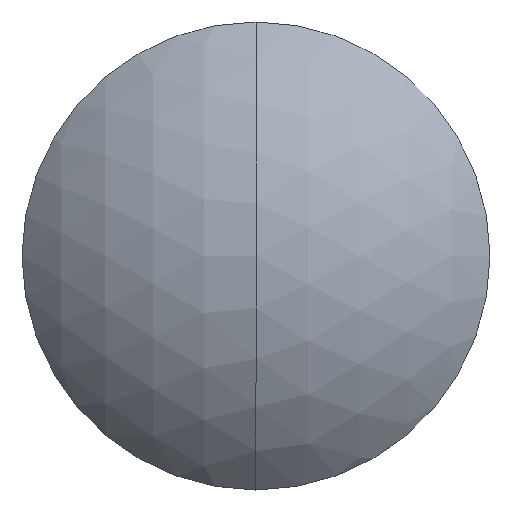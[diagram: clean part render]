
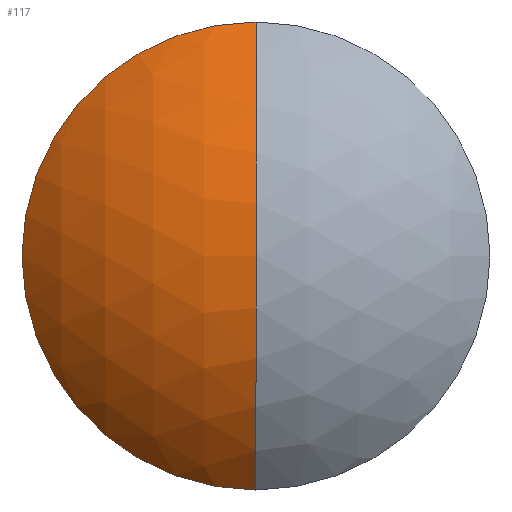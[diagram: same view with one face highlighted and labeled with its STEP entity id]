
A CAD part, top view. The second image highlights one B-rep face of the part: STEP entity #117.
In plain terms, the highlighted spherical face has radius 51.5 mm.
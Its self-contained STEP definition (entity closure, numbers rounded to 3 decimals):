
#33 = DIRECTION ( 'NONE',  ( 1., 0., 0. ) ) ;
#34 = DIRECTION ( 'NONE',  ( 0., 0., 1. ) ) ;
#35 = CARTESIAN_POINT ( 'NONE',  ( 0., 0., -6.606 ) ) ;
#36 = AXIS2_PLACEMENT_3D ( 'NONE', #35, #34, #33 ) ;
#37 = CIRCLE ( 'NONE', #36, 37.5 ) ;
#39 = CARTESIAN_POINT ( 'NONE',  ( 0., 37.5, -6.606 ) ) ;
#43 = CARTESIAN_POINT ( 'NONE',  ( 0., 0., -41.905 ) ) ;
#44 = SPHERICAL_SURFACE ( 'NONE', #97, 51.5 ) ;
#81 = VERTEX_POINT ( 'NONE', #39 ) ;
#82 = ORIENTED_EDGE ( 'NONE', *, *, #83, .T. ) ;
#83 = EDGE_CURVE ( 'NONE', #81, #121, #37, .T. ) ;
#91 = DIRECTION ( 'NONE',  ( 1., 0., 0. ) ) ;
#92 = DIRECTION ( 'NONE',  ( 0., 0., 1. ) ) ;
#93 = CARTESIAN_POINT ( 'NONE',  ( 0., 0., -6.606 ) ) ;
#94 = AXIS2_PLACEMENT_3D ( 'NONE', #93, #92, #91 ) ;
#95 = DIRECTION ( 'NONE',  ( 0., 1., 0. ) ) ;
#96 = DIRECTION ( 'NONE',  ( -1., 0., 0. ) ) ;
#97 = AXIS2_PLACEMENT_3D ( 'NONE', #43, #96, #95 ) ;
#98 = CIRCLE ( 'NONE', #94, 37.5 ) ;
#103 = VERTEX_POINT ( 'NONE', #170 ) ;
#104 = ORIENTED_EDGE ( 'NONE', *, *, #105, .T. ) ;
#105 = EDGE_CURVE ( 'NONE', #103, #106, #165, .T. ) ;
#106 = VERTEX_POINT ( 'NONE', #160 ) ;
#107 = ORIENTED_EDGE ( 'NONE', *, *, #108, .F. ) ;
#108 = EDGE_CURVE ( 'NONE', #81, #106, #159, .T. ) ;
#117 = ADVANCED_FACE ( 'NONE', ( #191 ), #44, .T. ) ;
#118 = EDGE_LOOP ( 'NONE', ( #119, #104, #107, #82 ) ) ;
#119 = ORIENTED_EDGE ( 'NONE', *, *, #120, .T. ) ;
#120 = EDGE_CURVE ( 'NONE', #121, #103, #98, .T. ) ;
#121 = VERTEX_POINT ( 'NONE', #155 ) ;
#155 = CARTESIAN_POINT ( 'NONE',  ( -37.5, 0., -6.606 ) ) ;
#157 = CARTESIAN_POINT ( 'NONE',  ( 0., 0., -41.905 ) ) ;
#158 = AXIS2_PLACEMENT_3D ( 'NONE', #157, #198, #197 ) ;
#159 = CIRCLE ( 'NONE', #158, 51.5 ) ;
#160 = CARTESIAN_POINT ( 'NONE',  ( 0., 0., 9.595 ) ) ;
#161 = DIRECTION ( 'NONE',  ( 0., -1., 0. ) ) ;
#162 = DIRECTION ( 'NONE',  ( -1., 0., 0. ) ) ;
#163 = CARTESIAN_POINT ( 'NONE',  ( 0., 0., -41.905 ) ) ;
#164 = AXIS2_PLACEMENT_3D ( 'NONE', #163, #162, #161 ) ;
#165 = CIRCLE ( 'NONE', #164, 51.5 ) ;
#170 = CARTESIAN_POINT ( 'NONE',  ( 0., -37.5, -6.606 ) ) ;
#191 = FACE_OUTER_BOUND ( 'NONE', #118, .T. ) ;
#197 = DIRECTION ( 'NONE',  ( 0., 0., -1. ) ) ;
#198 = DIRECTION ( 'NONE',  ( 1., 0., 0. ) ) ;
